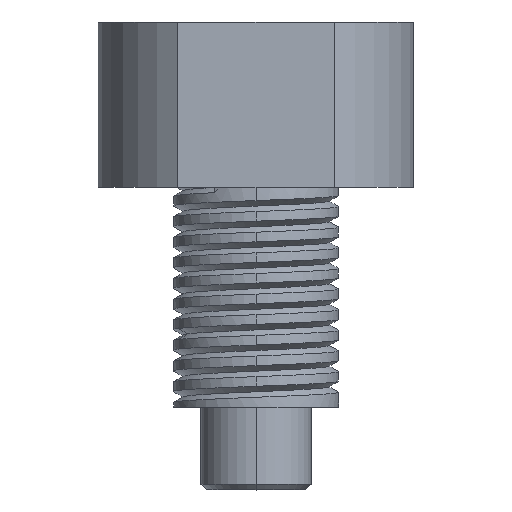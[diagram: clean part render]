
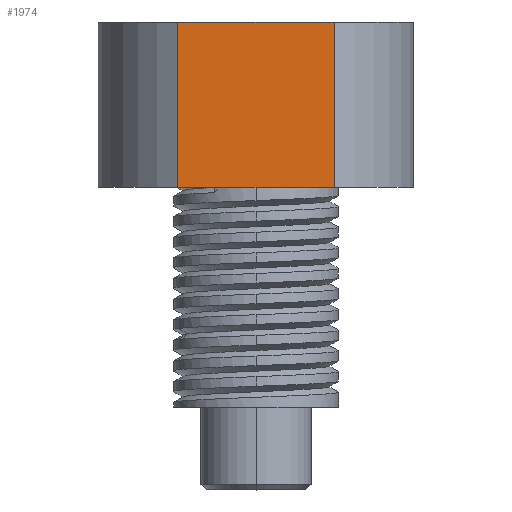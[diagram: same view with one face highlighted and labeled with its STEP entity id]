
A CAD part, top view. The second image highlights one B-rep face of the part: STEP entity #1974.
In plain terms, the highlighted planar face has unit normal (0, 0, 1).
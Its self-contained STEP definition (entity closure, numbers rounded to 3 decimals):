
#6=DIRECTION('',(1.,0.,0.));
#7=VECTOR('',#6,5.679);
#8=CARTESIAN_POINT('',(-2.839,0.,5.));
#9=LINE('',#8,#7);
#69=DIRECTION('',(0.,1.,0.));
#70=VECTOR('',#69,6.);
#71=CARTESIAN_POINT('',(2.839,0.,5.));
#72=LINE('',#71,#70);
#73=DIRECTION('',(0.,1.,0.));
#74=VECTOR('',#73,6.);
#75=CARTESIAN_POINT('',(-2.839,0.,5.));
#76=LINE('',#75,#74);
#91=DIRECTION('',(1.,0.,0.));
#92=VECTOR('',#91,5.679);
#93=CARTESIAN_POINT('',(-2.839,6.,5.));
#94=LINE('',#93,#92);
#1767=CARTESIAN_POINT('',(-2.839,0.,5.));
#1769=VERTEX_POINT('',#1767);
#1770=CARTESIAN_POINT('',(2.839,0.,5.));
#1771=VERTEX_POINT('',#1770);
#1775=CARTESIAN_POINT('',(-2.839,6.,5.));
#1777=VERTEX_POINT('',#1775);
#1778=CARTESIAN_POINT('',(2.839,6.,5.));
#1779=VERTEX_POINT('',#1778);
#1962=CARTESIAN_POINT('',(-2.839,0.,5.));
#1963=DIRECTION('',(0.,0.,1.));
#1964=DIRECTION('',(1.,0.,0.));
#1965=AXIS2_PLACEMENT_3D('',#1962,#1963,#1964);
#1966=PLANE('',#1965);
#1967=ORIENTED_EDGE('',*,*,#1894,.F.);
#1968=ORIENTED_EDGE('',*,*,#1923,.T.);
#1970=ORIENTED_EDGE('',*,*,#1969,.T.);
#1971=ORIENTED_EDGE('',*,*,#1954,.F.);
#1972=EDGE_LOOP('',(#1967,#1968,#1970,#1971));
#1973=FACE_OUTER_BOUND('',#1972,.F.);
#1894=EDGE_CURVE('',#1769,#1771,#9,.T.);
#1923=EDGE_CURVE('',#1769,#1777,#76,.T.);
#1954=EDGE_CURVE('',#1771,#1779,#72,.T.);
#1969=EDGE_CURVE('',#1777,#1779,#94,.T.);
#1974=ADVANCED_FACE('',(#1973),#1966,.T.);
